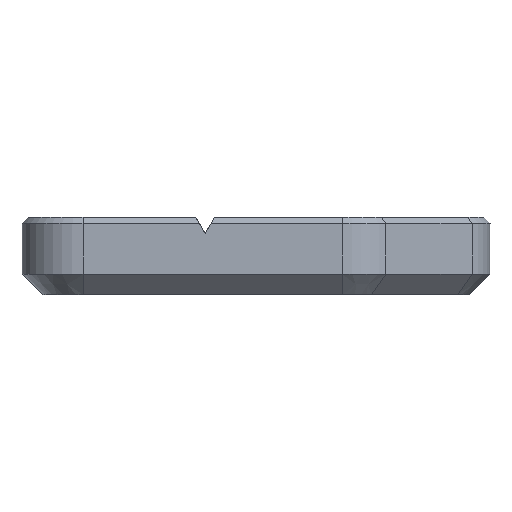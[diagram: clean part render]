
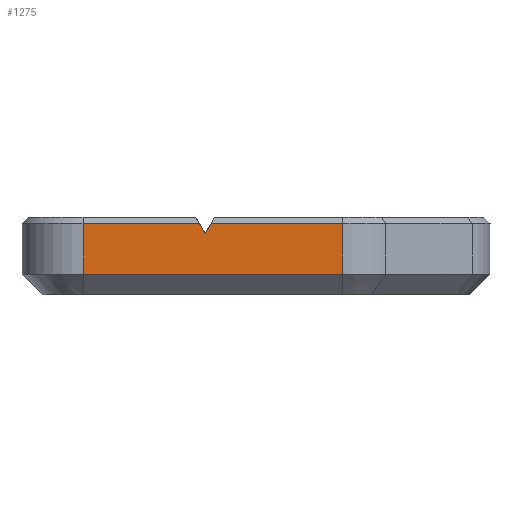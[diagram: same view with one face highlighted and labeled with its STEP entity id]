
A CAD part, left-side view. The second image highlights one B-rep face of the part: STEP entity #1275.
In plain terms, the highlighted planar face has unit normal (-1, 0, 0).
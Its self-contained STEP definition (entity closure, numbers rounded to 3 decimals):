
#477 = EDGE_CURVE('',#478,#480,#482,.T.);
#478 = VERTEX_POINT('',#479);
#479 = CARTESIAN_POINT('',(-22.5,159.6,
    -1.6));
#480 = VERTEX_POINT('',#481);
#481 = CARTESIAN_POINT('',(-22.5,159.311,
    -1.1));
#482 = LINE('',#483,#484);
#483 = CARTESIAN_POINT('',(-22.5,159.526,
    -1.471));
#484 = VECTOR('',#485,1.);
#485 = DIRECTION('',(0.,-0.5,0.866));
#528 = EDGE_CURVE('',#529,#478,#531,.T.);
#529 = VERTEX_POINT('',#530);
#530 = CARTESIAN_POINT('',(-22.5,159.889,
    -1.1));
#531 = LINE('',#532,#533);
#532 = CARTESIAN_POINT('',(-22.5,159.569,
    -1.654));
#533 = VECTOR('',#534,1.);
#534 = DIRECTION('',(0.,-0.5,-0.866)
  );
#571 = VERTEX_POINT('',#572);
#572 = CARTESIAN_POINT('',(-22.5,165.6,
    -1.1));
#578 = EDGE_CURVE('',#571,#529,#579,.T.);
#579 = LINE('',#580,#581);
#580 = CARTESIAN_POINT('',(-22.5,165.6,
    -1.1));
#581 = VECTOR('',#582,1.);
#582 = DIRECTION('',(0.,-1.,0.));
#1275 = ADVANCED_FACE('',(#1276),#1311,.T.);
#1276 = FACE_BOUND('',#1277,.T.);
#1277 = EDGE_LOOP('',(#1278,#1279,#1287,#1295,#1303,#1309,#1310));
#1278 = ORIENTED_EDGE('',*,*,#578,.F.);
#1279 = ORIENTED_EDGE('',*,*,#1280,.T.);
#1280 = EDGE_CURVE('',#571,#1281,#1283,.T.);
#1281 = VERTEX_POINT('',#1282);
#1282 = CARTESIAN_POINT('',(-22.5,165.6,
    -3.6));
#1283 = LINE('',#1284,#1285);
#1284 = CARTESIAN_POINT('',(-22.5,165.6,
    -0.8));
#1285 = VECTOR('',#1286,1.);
#1286 = DIRECTION('',(0.,0.,-1.));
#1287 = ORIENTED_EDGE('',*,*,#1288,.F.);
#1288 = EDGE_CURVE('',#1289,#1281,#1291,.T.);
#1289 = VERTEX_POINT('',#1290);
#1290 = CARTESIAN_POINT('',(-22.5,152.843,
    -3.6));
#1291 = LINE('',#1292,#1293);
#1292 = CARTESIAN_POINT('',(-22.5,152.843,
    -3.6));
#1293 = VECTOR('',#1294,1.);
#1294 = DIRECTION('',(0.,1.,0.));
#1295 = ORIENTED_EDGE('',*,*,#1296,.T.);
#1296 = EDGE_CURVE('',#1289,#1297,#1299,.T.);
#1297 = VERTEX_POINT('',#1298);
#1298 = CARTESIAN_POINT('',(-22.5,152.843,
    -1.1));
#1299 = LINE('',#1300,#1301);
#1300 = CARTESIAN_POINT('',(-22.5,152.843,
    -4.6));
#1301 = VECTOR('',#1302,1.);
#1302 = DIRECTION('',(0.,0.,1.));
#1303 = ORIENTED_EDGE('',*,*,#1304,.F.);
#1304 = EDGE_CURVE('',#480,#1297,#1305,.T.);
#1305 = LINE('',#1306,#1307);
#1306 = CARTESIAN_POINT('',(-22.5,159.6,
    -1.1));
#1307 = VECTOR('',#1308,1.);
#1308 = DIRECTION('',(0.,-1.,0.));
#1309 = ORIENTED_EDGE('',*,*,#477,.F.);
#1310 = ORIENTED_EDGE('',*,*,#528,.F.);
#1311 = PLANE('',#1312);
#1312 = AXIS2_PLACEMENT_3D('',#1313,#1314,#1315);
#1313 = CARTESIAN_POINT('',(-22.5,157.1,
    -2.7));
#1314 = DIRECTION('',(-1.,0.,0.));
#1315 = DIRECTION('',(0.,0.,-1.));
